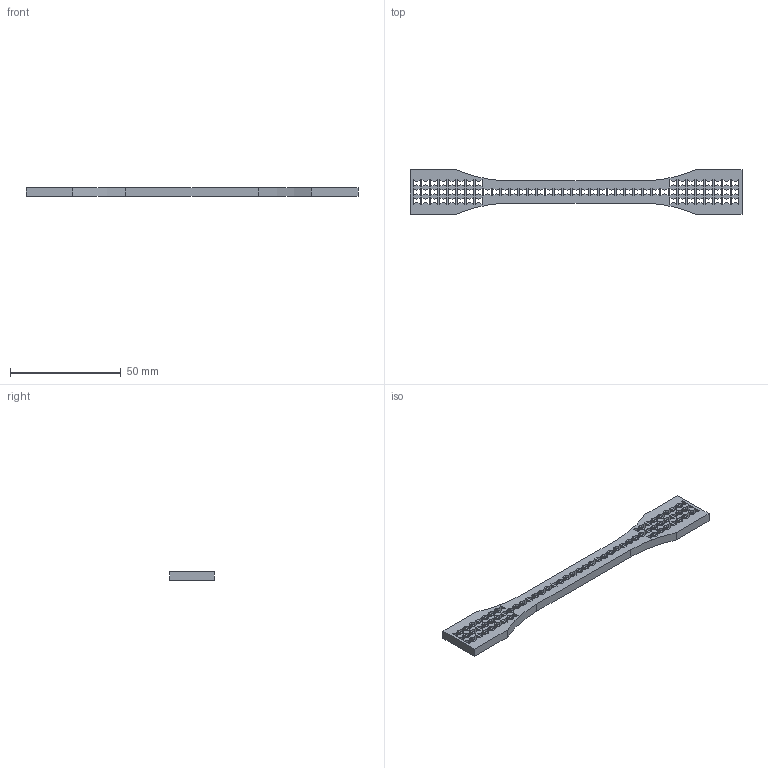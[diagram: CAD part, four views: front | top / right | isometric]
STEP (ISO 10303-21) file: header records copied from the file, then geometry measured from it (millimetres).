
FILE_DESCRIPTION(('Open CASCADE Model'),'2;1');
FILE_NAME('Open CASCADE Shape Model','2025-12-15T12:42:39',('Author'),( 'Open CASCADE'),'Open CASCADE STEP processor 7.8','Open CASCADE 7.8' ,'Unknown');
FILE_SCHEMA(('AUTOMOTIVE_DESIGN { 1 0 10303 214 1 1 1 1 }'));
Length unit declared in the file: millimetre
Products named in the file (1): Open CASCADE STEP translator 7.8 2
Bounding box: 150 x 20 x 4 mm (x, y, z)
Volume: 6331.7 mm3; surface area: 8363.2 mm2
Topology: 1 solids, 1 shells, 428 faces, 1278 edges, 852 vertices
Faces by surface type: plane 424, cylinder 4
Entity records: 30174 total; most frequent: CARTESIAN_POINT 5967, DIRECTION 3868, LINE 2990, VECTOR 2990, ORIENTED_EDGE 2556, PCURVE 2556, DEFINITIONAL_REPRESENTATION 2556, EDGE_CURVE 1278
